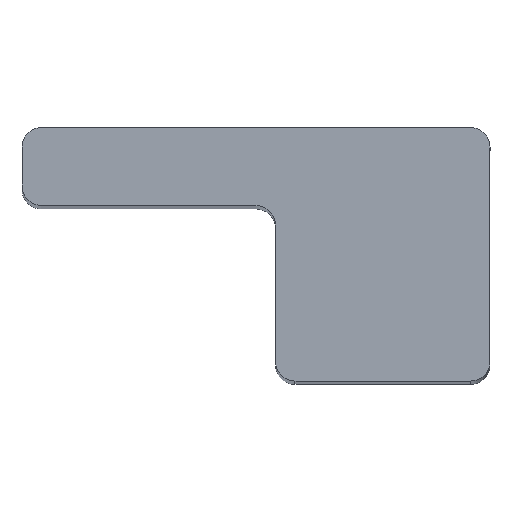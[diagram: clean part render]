
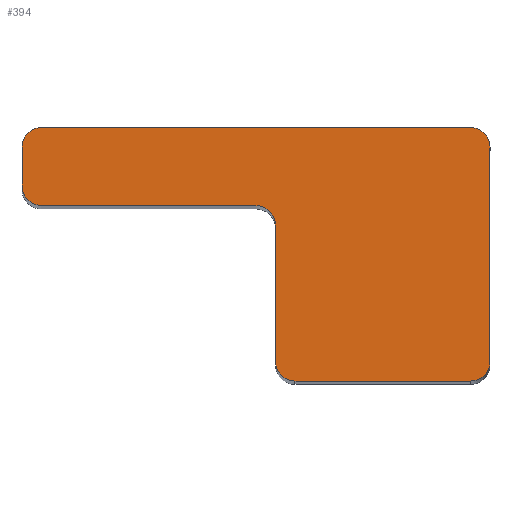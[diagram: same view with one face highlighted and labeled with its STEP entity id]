
A CAD part, top view. The second image highlights one B-rep face of the part: STEP entity #394.
In plain terms, the highlighted planar face has unit normal (0, 0, 1).
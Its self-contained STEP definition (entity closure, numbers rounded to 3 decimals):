
#31=PLANE('',#446);
#51=FACE_OUTER_BOUND('',#77,.T.);
#77=EDGE_LOOP('',(#354,#355,#356,#357,#358,#359,#360,#361,#362,#363,#364,
#365));
#82=LINE('',#576,#118);
#90=LINE('',#605,#126);
#95=LINE('',#619,#131);
#111=LINE('',#666,#147);
#112=LINE('',#668,#148);
#113=LINE('',#670,#149);
#118=VECTOR('',#461,10.);
#126=VECTOR('',#487,10.);
#131=VECTOR('',#502,10.);
#147=VECTOR('',#552,10.);
#148=VECTOR('',#555,10.);
#149=VECTOR('',#558,10.);
#150=CIRCLE('',#410,1.);
#157=CIRCLE('',#420,1.);
#158=CIRCLE('',#423,1.);
#159=CIRCLE('',#425,1.);
#160=CIRCLE('',#428,1.);
#161=CIRCLE('',#430,1.);
#168=VERTEX_POINT('',#563);
#169=VERTEX_POINT('',#564);
#173=VERTEX_POINT('',#574);
#183=VERTEX_POINT('',#598);
#184=VERTEX_POINT('',#599);
#185=VERTEX_POINT('',#604);
#186=VERTEX_POINT('',#608);
#187=VERTEX_POINT('',#612);
#188=VERTEX_POINT('',#613);
#189=VERTEX_POINT('',#618);
#190=VERTEX_POINT('',#622);
#191=VERTEX_POINT('',#626);
#204=EDGE_CURVE('',#168,#169,#150,.T.);
#210=EDGE_CURVE('',#168,#173,#82,.T.);
#221=EDGE_CURVE('',#183,#184,#157,.T.);
#224=EDGE_CURVE('',#185,#184,#90,.T.);
#226=EDGE_CURVE('',#185,#186,#158,.T.);
#228=EDGE_CURVE('',#187,#188,#159,.T.);
#231=EDGE_CURVE('',#189,#188,#95,.T.);
#233=EDGE_CURVE('',#189,#190,#160,.T.);
#235=EDGE_CURVE('',#191,#173,#161,.T.);
#255=EDGE_CURVE('',#183,#169,#111,.T.);
#256=EDGE_CURVE('',#187,#186,#112,.T.);
#257=EDGE_CURVE('',#191,#190,#113,.T.);
#354=ORIENTED_EDGE('',*,*,#204,.F.);
#355=ORIENTED_EDGE('',*,*,#210,.T.);
#356=ORIENTED_EDGE('',*,*,#235,.F.);
#357=ORIENTED_EDGE('',*,*,#257,.T.);
#358=ORIENTED_EDGE('',*,*,#233,.F.);
#359=ORIENTED_EDGE('',*,*,#231,.T.);
#360=ORIENTED_EDGE('',*,*,#228,.F.);
#361=ORIENTED_EDGE('',*,*,#256,.T.);
#362=ORIENTED_EDGE('',*,*,#226,.F.);
#363=ORIENTED_EDGE('',*,*,#224,.T.);
#364=ORIENTED_EDGE('',*,*,#221,.F.);
#365=ORIENTED_EDGE('',*,*,#255,.T.);
#394=ADVANCED_FACE('',(#51),#31,.T.);
#410=AXIS2_PLACEMENT_3D('',#565,#451,#452);
#420=AXIS2_PLACEMENT_3D('',#600,#481,#482);
#423=AXIS2_PLACEMENT_3D('',#609,#491,#492);
#425=AXIS2_PLACEMENT_3D('',#614,#496,#497);
#428=AXIS2_PLACEMENT_3D('',#623,#506,#507);
#430=AXIS2_PLACEMENT_3D('',#627,#511,#512);
#446=AXIS2_PLACEMENT_3D('',#671,#559,#560);
#451=DIRECTION('center_axis',(0.,0.,-1.));
#452=DIRECTION('ref_axis',(0.707,-0.707,0.));
#461=DIRECTION('',(0.,1.,0.));
#481=DIRECTION('center_axis',(0.,0.,-1.));
#482=DIRECTION('ref_axis',(-0.707,-0.707,0.));
#487=DIRECTION('',(0.,-1.,0.));
#491=DIRECTION('center_axis',(0.,0.,1.));
#492=DIRECTION('ref_axis',(0.707,0.707,0.));
#496=DIRECTION('center_axis',(0.,0.,-1.));
#497=DIRECTION('ref_axis',(-0.707,-0.707,0.));
#502=DIRECTION('',(0.,-1.,0.));
#506=DIRECTION('center_axis',(0.,0.,-1.));
#507=DIRECTION('ref_axis',(-0.707,0.707,0.));
#511=DIRECTION('center_axis',(0.,0.,-1.));
#512=DIRECTION('ref_axis',(0.707,0.707,0.));
#552=DIRECTION('',(1.,0.,0.));
#555=DIRECTION('',(1.,0.,0.));
#558=DIRECTION('',(-1.,0.,0.));
#559=DIRECTION('center_axis',(0.,0.,1.));
#560=DIRECTION('ref_axis',(1.,0.,0.));
#563=CARTESIAN_POINT('',(0.,-12.,100.));
#564=CARTESIAN_POINT('',(-1.,-13.,100.));
#565=CARTESIAN_POINT('Origin',(-1.,-12.,100.));
#574=CARTESIAN_POINT('',(0.,-1.,100.));
#576=CARTESIAN_POINT('',(0.,-13.,100.));
#598=CARTESIAN_POINT('',(-10.,-13.,100.));
#599=CARTESIAN_POINT('',(-11.,-12.,100.));
#600=CARTESIAN_POINT('Origin',(-10.,-12.,100.));
#604=CARTESIAN_POINT('',(-11.,-5.,100.));
#605=CARTESIAN_POINT('',(-11.,-4.,100.));
#608=CARTESIAN_POINT('',(-12.,-4.,100.));
#609=CARTESIAN_POINT('Origin',(-12.,-5.,100.));
#612=CARTESIAN_POINT('',(-23.,-4.,100.));
#613=CARTESIAN_POINT('',(-24.,-3.,100.));
#614=CARTESIAN_POINT('Origin',(-23.,-3.,100.));
#618=CARTESIAN_POINT('',(-24.,-1.,100.));
#619=CARTESIAN_POINT('',(-24.,0.,100.));
#622=CARTESIAN_POINT('',(-23.,0.,100.));
#623=CARTESIAN_POINT('Origin',(-23.,-1.,100.));
#626=CARTESIAN_POINT('',(-1.,0.,100.));
#627=CARTESIAN_POINT('Origin',(-1.,-1.,100.));
#666=CARTESIAN_POINT('',(-11.,-13.,100.));
#668=CARTESIAN_POINT('',(-24.,-4.,100.));
#670=CARTESIAN_POINT('',(0.,0.,100.));
#671=CARTESIAN_POINT('Origin',(-12.,-6.5,100.));
